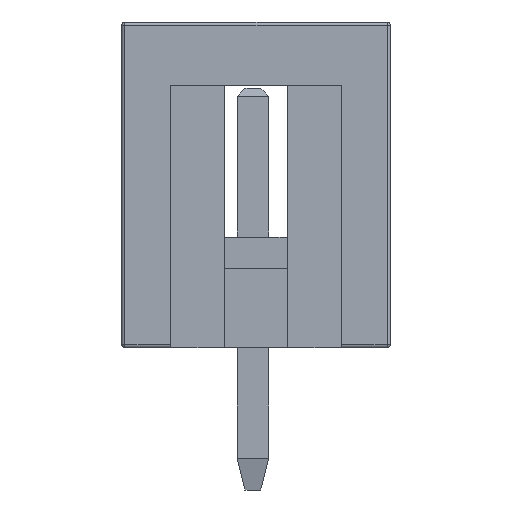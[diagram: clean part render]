
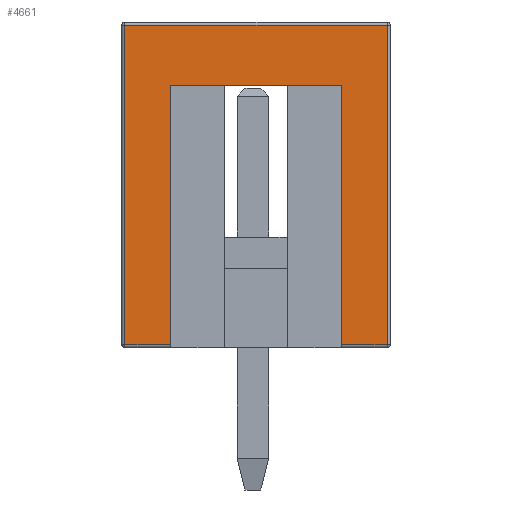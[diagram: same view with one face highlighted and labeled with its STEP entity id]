
A CAD part, left-side view. The second image highlights one B-rep face of the part: STEP entity #4661.
In plain terms, the highlighted planar face has unit normal (-1, 0, 0).
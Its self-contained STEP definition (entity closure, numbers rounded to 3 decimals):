
#2032 = VERTEX_POINT('',#2033);
#2033 = CARTESIAN_POINT('',(-2.8,-4.25,0.1));
#2040 = EDGE_CURVE('',#2032,#2041,#2043,.T.);
#2041 = VERTEX_POINT('',#2042);
#2042 = CARTESIAN_POINT('',(-2.8,-4.25,10.2));
#2043 = LINE('',#2044,#2045);
#2044 = CARTESIAN_POINT('',(-2.8,-4.25,0.));
#2045 = VECTOR('',#2046,1.);
#2046 = DIRECTION('',(0.,0.,1.));
#4661 = ADVANCED_FACE('',(#4662),#4719,.F.);
#4662 = FACE_BOUND('',#4663,.F.);
#4663 = EDGE_LOOP('',(#4664,#4665,#4673,#4681,#4689,#4697,#4705,#4713));
#4664 = ORIENTED_EDGE('',*,*,#2040,.F.);
#4665 = ORIENTED_EDGE('',*,*,#4666,.F.);
#4666 = EDGE_CURVE('',#4667,#2032,#4669,.T.);
#4667 = VERTEX_POINT('',#4668);
#4668 = CARTESIAN_POINT('',(-2.8,-2.8,0.1));
#4669 = LINE('',#4670,#4671);
#4670 = CARTESIAN_POINT('',(-2.8,4.15,0.1));
#4671 = VECTOR('',#4672,1.);
#4672 = DIRECTION('',(0.,-1.,0.));
#4673 = ORIENTED_EDGE('',*,*,#4674,.F.);
#4674 = EDGE_CURVE('',#4675,#4667,#4677,.T.);
#4675 = VERTEX_POINT('',#4676);
#4676 = CARTESIAN_POINT('',(-2.8,-2.8,8.3));
#4677 = LINE('',#4678,#4679);
#4678 = CARTESIAN_POINT('',(-2.8,-2.8,4.15));
#4679 = VECTOR('',#4680,1.);
#4680 = DIRECTION('',(0.,0.,-1.));
#4681 = ORIENTED_EDGE('',*,*,#4682,.F.);
#4682 = EDGE_CURVE('',#4683,#4675,#4685,.T.);
#4683 = VERTEX_POINT('',#4684);
#4684 = CARTESIAN_POINT('',(-2.8,2.6,8.3));
#4685 = LINE('',#4686,#4687);
#4686 = CARTESIAN_POINT('',(-2.8,2.025,8.3));
#4687 = VECTOR('',#4688,1.);
#4688 = DIRECTION('',(0.,-1.,0.));
#4689 = ORIENTED_EDGE('',*,*,#4690,.F.);
#4690 = EDGE_CURVE('',#4691,#4683,#4693,.T.);
#4691 = VERTEX_POINT('',#4692);
#4692 = CARTESIAN_POINT('',(-2.8,2.6,0.1));
#4693 = LINE('',#4694,#4695);
#4694 = CARTESIAN_POINT('',(-2.8,2.6,-4.15));
#4695 = VECTOR('',#4696,1.);
#4696 = DIRECTION('',(0.,0.,1.));
#4697 = ORIENTED_EDGE('',*,*,#4698,.F.);
#4698 = EDGE_CURVE('',#4699,#4691,#4701,.T.);
#4699 = VERTEX_POINT('',#4700);
#4700 = CARTESIAN_POINT('',(-2.8,4.05,0.1));
#4701 = LINE('',#4702,#4703);
#4702 = CARTESIAN_POINT('',(-2.8,4.15,0.1));
#4703 = VECTOR('',#4704,1.);
#4704 = DIRECTION('',(0.,-1.,0.));
#4705 = ORIENTED_EDGE('',*,*,#4706,.T.);
#4706 = EDGE_CURVE('',#4699,#4707,#4709,.T.);
#4707 = VERTEX_POINT('',#4708);
#4708 = CARTESIAN_POINT('',(-2.8,4.05,10.2));
#4709 = LINE('',#4710,#4711);
#4710 = CARTESIAN_POINT('',(-2.8,4.05,0.));
#4711 = VECTOR('',#4712,1.);
#4712 = DIRECTION('',(0.,0.,1.));
#4713 = ORIENTED_EDGE('',*,*,#4714,.T.);
#4714 = EDGE_CURVE('',#4707,#2041,#4715,.T.);
#4715 = LINE('',#4716,#4717);
#4716 = CARTESIAN_POINT('',(-2.8,4.15,10.2));
#4717 = VECTOR('',#4718,1.);
#4718 = DIRECTION('',(0.,-1.,0.));
#4719 = PLANE('',#4720);
#4720 = AXIS2_PLACEMENT_3D('',#4721,#4722,#4723);
#4721 = CARTESIAN_POINT('',(-2.8,4.15,0.));
#4722 = DIRECTION('',(1.,0.,0.));
#4723 = DIRECTION('',(0.,-1.,0.));
